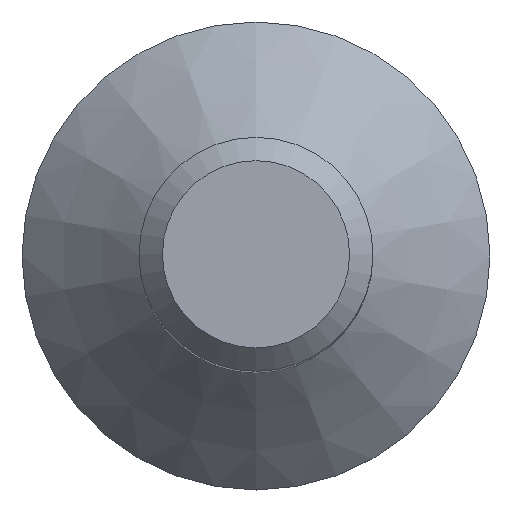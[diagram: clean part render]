
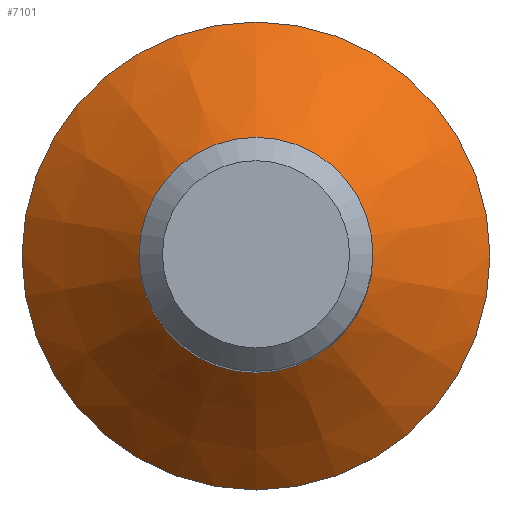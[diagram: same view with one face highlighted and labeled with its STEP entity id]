
A CAD part, top view. The second image highlights one B-rep face of the part: STEP entity #7101.
In plain terms, the highlighted conical face has half-angle 45 degrees and reference radius 6 mm.
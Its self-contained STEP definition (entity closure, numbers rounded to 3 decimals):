
#306 = AXIS2_PLACEMENT_3D ( 'NONE', #4589, #8100, #11529 ) ;
#658 = DIRECTION ( 'NONE',  ( 0., 0., -1. ) ) ;
#1274 = CARTESIAN_POINT ( 'NONE',  ( 0., 3., 3.3 ) ) ;
#3079 = AXIS2_PLACEMENT_3D ( 'NONE', #13076, #13119, #14301 ) ;
#4039 = AXIS2_PLACEMENT_3D ( 'NONE', #5084, #658, #5229 ) ;
#4589 = CARTESIAN_POINT ( 'NONE',  ( 0., 0., 3.3 ) ) ;
#5084 = CARTESIAN_POINT ( 'NONE',  ( 0., 0., 0.3 ) ) ;
#5128 = FACE_BOUND ( 'NONE', #6264, .T. ) ;
#5229 = DIRECTION ( 'NONE',  ( 0., 1., 0. ) ) ;
#5832 = VERTEX_POINT ( 'NONE', #1274 ) ;
#6264 = EDGE_LOOP ( 'NONE', ( #8213 ) ) ;
#6525 = VERTEX_POINT ( 'NONE', #7196 ) ;
#7101 = ADVANCED_FACE ( 'NONE', ( #8899, #5128 ), #13754, .T. ) ;
#7196 = CARTESIAN_POINT ( 'NONE',  ( 0., 6., 0.3 ) ) ;
#7436 = CIRCLE ( 'NONE', #3079, 6. ) ;
#7989 = EDGE_LOOP ( 'NONE', ( #8736 ) ) ;
#8100 = DIRECTION ( 'NONE',  ( 0., 0., -1. ) ) ;
#8213 = ORIENTED_EDGE ( 'NONE', *, *, #13030, .T. ) ;
#8283 = EDGE_CURVE ( 'NONE', #6525, #6525, #7436, .T. ) ;
#8736 = ORIENTED_EDGE ( 'NONE', *, *, #8283, .F. ) ;
#8899 = FACE_OUTER_BOUND ( 'NONE', #7989, .T. ) ;
#11529 = DIRECTION ( 'NONE',  ( 0., 1., 0. ) ) ;
#13030 = EDGE_CURVE ( 'NONE', #5832, #5832, #14247, .T. ) ;
#13076 = CARTESIAN_POINT ( 'NONE',  ( 0., 0., 0.3 ) ) ;
#13119 = DIRECTION ( 'NONE',  ( 0., 0., -1. ) ) ;
#13754 = CONICAL_SURFACE ( 'NONE', #4039, 6., 0.785 ) ;
#14247 = CIRCLE ( 'NONE', #306, 3. ) ;
#14301 = DIRECTION ( 'NONE',  ( 0., 1., 0. ) ) ;
